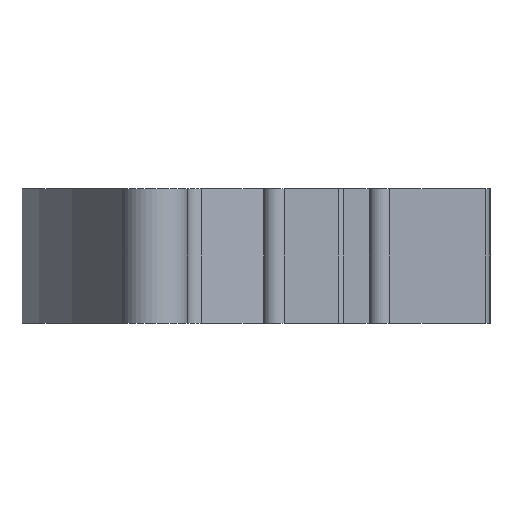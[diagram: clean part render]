
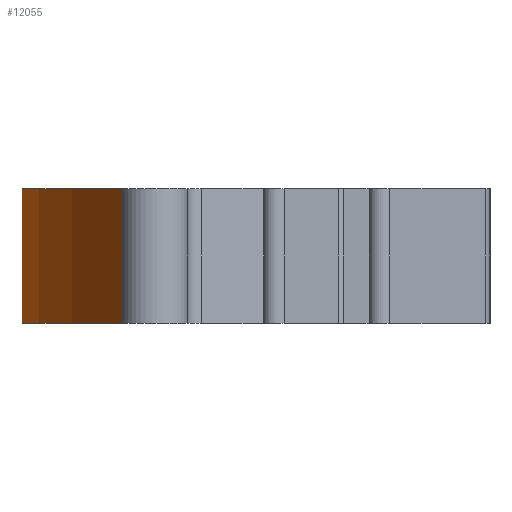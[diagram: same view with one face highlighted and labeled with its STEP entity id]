
A CAD part, left-side view. The second image highlights one B-rep face of the part: STEP entity #12055.
In plain terms, the highlighted cylindrical face has radius 54.42 mm (diameter 108.841 mm), a partial arc.
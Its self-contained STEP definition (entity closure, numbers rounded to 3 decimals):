
#229 = EDGE_CURVE ( 'NONE', #418, #822, #1042, .T. ) ;
#418 = VERTEX_POINT ( 'NONE', #7198 ) ;
#429 = CARTESIAN_POINT ( 'NONE',  ( 17.98, 10.944, 2. ) ) ;
#822 = VERTEX_POINT ( 'NONE', #429 ) ;
#943 = DIRECTION ( 'NONE',  ( 0., 0., 1. ) ) ;
#1032 = VERTEX_POINT ( 'NONE', #2979 ) ;
#1042 = LINE ( 'NONE', #4461, #10567 ) ;
#1206 = EDGE_CURVE ( 'NONE', #822, #1032, #3674, .T. ) ;
#1437 = DIRECTION ( 'NONE',  ( 1., 0., 0. ) ) ;
#2420 = DIRECTION ( 'NONE',  ( 0., 0., 1. ) ) ;
#2528 = DIRECTION ( 'NONE',  ( 1., 0., 0. ) ) ;
#2587 = CIRCLE ( 'NONE', #5293, 54.42 ) ;
#2979 = CARTESIAN_POINT ( 'NONE',  ( -17.98, 10.944, 2. ) ) ;
#3491 = LINE ( 'NONE', #11885, #11682 ) ;
#3674 = CIRCLE ( 'NONE', #10113, 54.42 ) ;
#4325 = DIRECTION ( 'NONE',  ( 0., 0., 1. ) ) ;
#4461 = CARTESIAN_POINT ( 'NONE',  ( 17.98, 10.944, -2. ) ) ;
#5198 = ORIENTED_EDGE ( 'NONE', *, *, #9787, .T. ) ;
#5265 = VERTEX_POINT ( 'NONE', #11737 ) ;
#5293 = AXIS2_PLACEMENT_3D ( 'NONE', #11992, #7954, #2528 ) ;
#5505 = FACE_OUTER_BOUND ( 'NONE', #7525, .T. ) ;
#6203 = CARTESIAN_POINT ( 'NONE',  ( 0., -40.42, -2. ) ) ;
#7198 = CARTESIAN_POINT ( 'NONE',  ( 17.98, 10.944, -2. ) ) ;
#7462 = EDGE_CURVE ( 'NONE', #5265, #1032, #3491, .T. ) ;
#7525 = EDGE_LOOP ( 'NONE', ( #10754, #12609, #5198, #9483 ) ) ;
#7741 = CARTESIAN_POINT ( 'NONE',  ( 0., -40.42, 2. ) ) ;
#7954 = DIRECTION ( 'NONE',  ( 0., 0., 1. ) ) ;
#8756 = AXIS2_PLACEMENT_3D ( 'NONE', #6203, #943, #9481 ) ;
#9481 = DIRECTION ( 'NONE',  ( 1., 0., 0. ) ) ;
#9483 = ORIENTED_EDGE ( 'NONE', *, *, #7462, .T. ) ;
#9787 = EDGE_CURVE ( 'NONE', #418, #5265, #2587, .T. ) ;
#10113 = AXIS2_PLACEMENT_3D ( 'NONE', #7741, #2420, #1437 ) ;
#10421 = CYLINDRICAL_SURFACE ( 'NONE', #8756, 54.42 ) ;
#10567 = VECTOR ( 'NONE', #4325, 1000. ) ;
#10750 = DIRECTION ( 'NONE',  ( 0., 0., 1. ) ) ;
#10754 = ORIENTED_EDGE ( 'NONE', *, *, #1206, .F. ) ;
#11682 = VECTOR ( 'NONE', #10750, 1000. ) ;
#11737 = CARTESIAN_POINT ( 'NONE',  ( -17.98, 10.944, -2. ) ) ;
#11885 = CARTESIAN_POINT ( 'NONE',  ( -17.98, 10.944, -2. ) ) ;
#11992 = CARTESIAN_POINT ( 'NONE',  ( 0., -40.42, -2. ) ) ;
#12055 = ADVANCED_FACE ( 'NONE', ( #5505 ), #10421, .T. ) ;
#12609 = ORIENTED_EDGE ( 'NONE', *, *, #229, .F. ) ;
